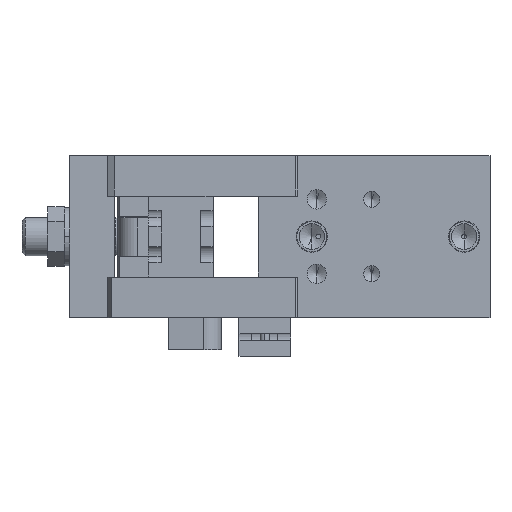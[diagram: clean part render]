
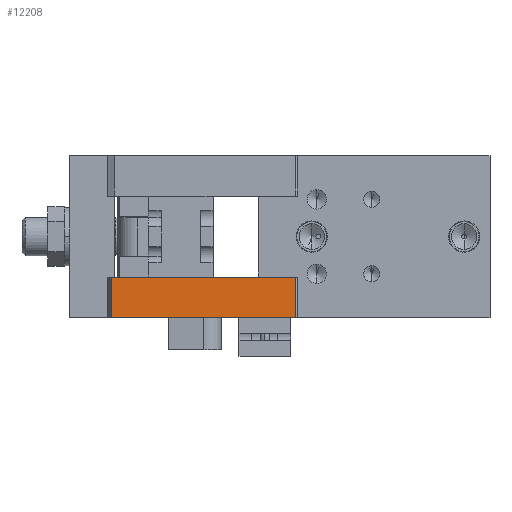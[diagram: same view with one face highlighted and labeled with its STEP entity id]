
A CAD part, left-side view. The second image highlights one B-rep face of the part: STEP entity #12208.
In plain terms, the highlighted face is planar.
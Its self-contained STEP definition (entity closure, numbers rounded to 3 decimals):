
#117 = LINE ( 'NONE', #242, #118 ) ;
#118 = VECTOR ( 'NONE', #243, 1000. ) ;
#167 = LINE ( 'NONE', #340, #169 ) ;
#169 = VECTOR ( 'NONE', #372, 1000. ) ;
#242 = CARTESIAN_POINT ( 'NONE',  ( 39.5, -29.25, -12.5 ) ) ;
#243 = DIRECTION ( 'NONE',  ( 0., 1., 0. ) ) ;
#340 = CARTESIAN_POINT ( 'NONE',  ( 39.5, -28.75, -12.5 ) ) ;
#372 = DIRECTION ( 'NONE',  ( 0., 0., -1. ) ) ;
#539 = CARTESIAN_POINT ( 'NONE',  ( 39.5, 28.095, -12.5 ) ) ;
#540 = DIRECTION ( 'NONE',  ( 0., 0., 1. ) ) ;
#839 = LINE ( 'NONE', #539, #846 ) ;
#846 = VECTOR ( 'NONE', #540, 1000. ) ;
#3057 = CARTESIAN_POINT ( 'NONE',  ( 39.5, -28.75, -12.5 ) ) ;
#3096 = CARTESIAN_POINT ( 'NONE',  ( 39.5, -28.75, 0. ) ) ;
#6788 = CARTESIAN_POINT ( 'NONE',  ( 39.5, -29.25, 0. ) ) ;
#6953 = DIRECTION ( 'NONE',  ( 0., 1., 0. ) ) ;
#9331 = EDGE_CURVE ( 'NONE', #11323, #11592, #16332, .T. ) ;
#9891 = ORIENTED_EDGE ( 'NONE', *, *, #12504, .T. ) ;
#9893 = ORIENTED_EDGE ( 'NONE', *, *, #12566, .T. ) ;
#9908 = ORIENTED_EDGE ( 'NONE', *, *, #9331, .F. ) ;
#9919 = ORIENTED_EDGE ( 'NONE', *, *, #12470, .T. ) ;
#10387 = CARTESIAN_POINT ( 'NONE',  ( 39.5, 28.095, 0. ) ) ;
#10418 = CARTESIAN_POINT ( 'NONE',  ( 39.5, 28.095, -12.5 ) ) ;
#11323 = VERTEX_POINT ( 'NONE', #3096 ) ;
#11340 = VERTEX_POINT ( 'NONE', #3057 ) ;
#11490 = VERTEX_POINT ( 'NONE', #10418 ) ;
#11592 = VERTEX_POINT ( 'NONE', #10387 ) ;
#11726 = CARTESIAN_POINT ( 'NONE',  ( 39.5, -29.25, -12.5 ) ) ;
#11727 = DIRECTION ( 'NONE',  ( 0., 0., -1. ) ) ;
#11729 = PLANE ( 'NONE',  #16829 ) ;
#11805 = DIRECTION ( 'NONE',  ( 1., 0., 0. ) ) ;
#12208 = ADVANCED_FACE ( 'NONE', ( #18119 ), #11729, .T. ) ;
#12470 = EDGE_CURVE ( 'NONE', #11340, #11490, #117, .T. ) ;
#12504 = EDGE_CURVE ( 'NONE', #11323, #11340, #167, .T. ) ;
#12566 = EDGE_CURVE ( 'NONE', #11490, #11592, #839, .T. ) ;
#15271 = EDGE_LOOP ( 'NONE', ( #9908, #9891, #9919, #9893 ) ) ;
#16332 = LINE ( 'NONE', #6788, #16334 ) ;
#16334 = VECTOR ( 'NONE', #6953, 1000. ) ;
#16829 = AXIS2_PLACEMENT_3D ( 'NONE', #11726, #11805, #11727 ) ;
#18119 = FACE_OUTER_BOUND ( 'NONE', #15271, .T. ) ;
